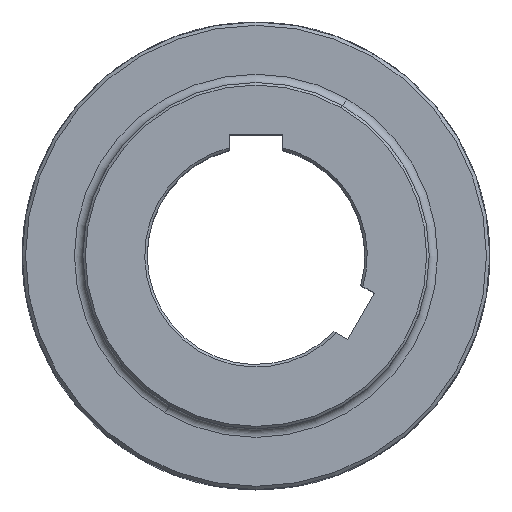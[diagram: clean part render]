
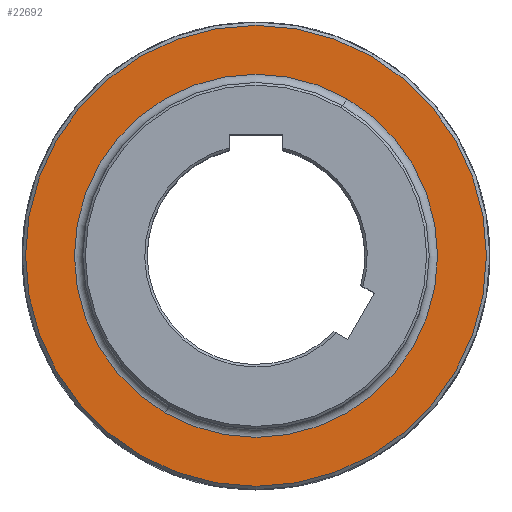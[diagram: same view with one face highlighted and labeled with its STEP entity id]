
A CAD part, top view. The second image highlights one B-rep face of the part: STEP entity #22692.
In plain terms, the highlighted planar face has unit normal (0, 0, 1).
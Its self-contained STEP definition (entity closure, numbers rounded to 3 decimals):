
#7482=CARTESIAN_POINT('',(0.,0.,59.));
#7483=DIRECTION('',(0.,0.,1.));
#7484=DIRECTION('',(0.5,0.866,0.));
#7485=AXIS2_PLACEMENT_3D('',#7482,#7483,#7484);
#7487=CARTESIAN_POINT('',(0.,0.,59.));
#7488=DIRECTION('',(0.,0.,-1.));
#7489=DIRECTION('',(0.5,0.866,0.));
#7490=AXIS2_PLACEMENT_3D('',#7487,#7488,#7489);
#7502=CARTESIAN_POINT('',(0.,0.,59.));
#7503=DIRECTION('',(0.,0.,-1.));
#7504=DIRECTION('',(-0.5,-0.866,0.));
#7505=AXIS2_PLACEMENT_3D('',#7502,#7503,#7504);
#7522=CARTESIAN_POINT('',(0.,0.,59.));
#7523=DIRECTION('',(0.,0.,1.));
#7524=DIRECTION('',(-0.5,-0.866,0.));
#7525=AXIS2_PLACEMENT_3D('',#7522,#7523,#7524);
#8833=CARTESIAN_POINT('',(-54.25,-93.964,59.));
#8834=VERTEX_POINT('',#8833);
#8835=CARTESIAN_POINT('',(54.25,93.964,59.));
#8836=VERTEX_POINT('',#8835);
#8841=CARTESIAN_POINT('',(-68.875,-119.295,59.));
#8842=VERTEX_POINT('',#8841);
#8843=CARTESIAN_POINT('',(68.875,119.295,59.));
#8844=VERTEX_POINT('',#8843);
#22677=CARTESIAN_POINT('',(0.,0.,59.));
#22678=DIRECTION('',(0.,0.,-1.));
#22679=DIRECTION('',(0.,-1.,0.));
#22680=AXIS2_PLACEMENT_3D('',#22677,#22678,#22679);
#22681=PLANE('',#22680);
#22682=ORIENTED_EDGE('',*,*,#22659,.F.);
#22683=ORIENTED_EDGE('',*,*,#22670,.T.);
#22684=EDGE_LOOP('',(#22682,#22683));
#22685=FACE_OUTER_BOUND('',#22684,.F.);
#22687=ORIENTED_EDGE('',*,*,#22686,.F.);
#22689=ORIENTED_EDGE('',*,*,#22688,.T.);
#22690=EDGE_LOOP('',(#22687,#22689));
#22691=FACE_BOUND('',#22690,.F.);
#22692=ADVANCED_FACE('',(#22685,#22691),#22681,.F.);
#7486=CIRCLE('',#7485,137.75);
#7491=CIRCLE('',#7490,137.75);
#7506=CIRCLE('',#7505,108.5);
#7526=CIRCLE('',#7525,108.5);
#22659=EDGE_CURVE('',#8844,#8842,#7486,.T.);
#22670=EDGE_CURVE('',#8844,#8842,#7491,.T.);
#22686=EDGE_CURVE('',#8834,#8836,#7506,.T.);
#22688=EDGE_CURVE('',#8834,#8836,#7526,.T.);
